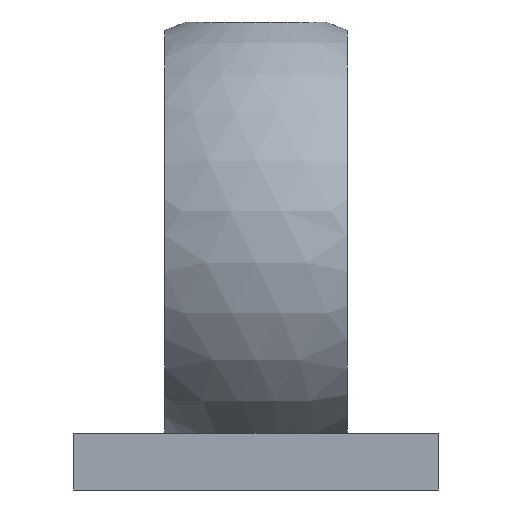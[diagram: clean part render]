
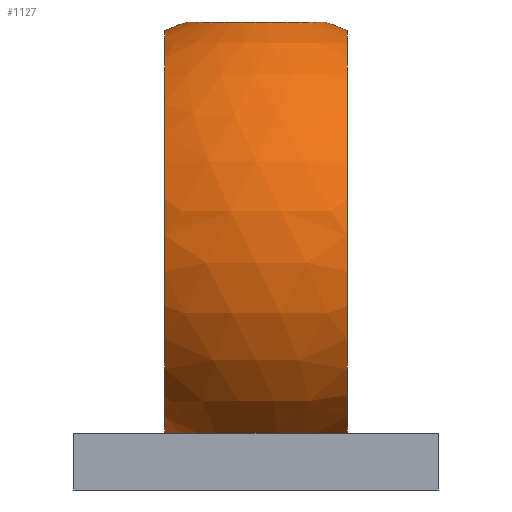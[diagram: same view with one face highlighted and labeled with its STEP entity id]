
A CAD part, left-side view. The second image highlights one B-rep face of the part: STEP entity #1127.
In plain terms, the highlighted spherical face has radius 10 mm.
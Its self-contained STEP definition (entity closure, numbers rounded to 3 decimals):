
#947=CARTESIAN_POINT('POINT59',(11.964,10.58,
   25.539));
#948=VERTEX_POINT('VERTEX59',#947);
#955=CARTESIAN_POINT('POINT60',(11.964,4.58,
   25.539));
#956=VERTEX_POINT('VERTEX60',#955);
#957=CARTESIAN_POINT('POS75',(11.964,7.58,
   25.539));
#958=DIRECTION('DIR120',(0.,0.,
   -1.));
#959=DIRECTION('DIR121',(0.,1.,
   0.));
#960=AXIS2_PLACEMENT_3D('AXIS46',#957,#958,#959);
#961=CIRCLE('ELLIPSE30',#960,3.);
#962=EDGE_CURVE('EDGE92',#956,#948,#961,.T.);
#995=CARTESIAN_POINT('POINT61',(8.536,11.58,
   7.5));
#996=VERTEX_POINT('VERTEX61',#995);
#1005=CARTESIAN_POINT('POINT63',(11.964,11.58,
   25.165));
#1006=VERTEX_POINT('VERTEX63',#1005);
#1007=CARTESIAN_POINT('POS79',(11.964,11.58,16.));
#1008=DIRECTION('DIR126',(0.,-1.,0.));
#1009=DIRECTION('DIR127',(0.,0.,1.));
#1010=AXIS2_PLACEMENT_3D('AXIS48',#1007,#1008,#1009);
#1011=CIRCLE('ELLIPSE31',#1010,9.165);
#1012=EDGE_CURVE('EDGE95',#1006,#996,#1011,.T.);
#1027=CARTESIAN_POINT('POS81',(11.964,7.58,7.5));
#1028=DIRECTION('DIR130',(0.,0.,-1.));
#1029=DIRECTION('DIR131',(0.,1.,0.));
#1030=AXIS2_PLACEMENT_3D('AXIS50',#1027,#1028,#1029);
#1031=CIRCLE('ELLIPSE32',#1030,5.268);
#1034=CARTESIAN_POINT('POINT65',(8.536,3.58,
   7.5));
#1035=VERTEX_POINT('VERTEX65',#1034);
#1042=EDGE_CURVE('EDGE99',#1035,#996,#1031,.T.);
#1059=CARTESIAN_POINT('POINT66',(11.964,3.58,
   25.165));
#1060=VERTEX_POINT('VERTEX66',#1059);
#1061=CARTESIAN_POINT('POS84',(11.964,3.58,16.));
#1062=DIRECTION('DIR135',(0.,1.,0.));
#1063=DIRECTION('DIR136',(0.,0.,-1.));
#1064=AXIS2_PLACEMENT_3D('AXIS52',#1061,#1062,#1063);
#1065=CIRCLE('ELLIPSE33',#1064,9.165);
#1068=EDGE_CURVE('EDGE101',#1035,#1060,#1065,.T.);
#1102=CARTESIAN_POINT('POS86',(11.964,7.58,16.));
#1103=DIRECTION('DIR139',(-1.,0.,0.));
#1104=DIRECTION('DIR140',(0.,0.,-1.));
#1105=AXIS2_PLACEMENT_3D('AXIS54',#1102,#1103,#1104);
#1106=CIRCLE('ELLIPSE34',#1105,10.);
#1107=EDGE_CURVE('EDGE103',#948,#1006,#1106,.T.);
#1108=ORIENTED_EDGE('COEDGE197',*,*,#1107,.T.);
#1109=ORIENTED_EDGE('COEDGE198',*,*,#1012,.T.);
#1110=ORIENTED_EDGE('COEDGE199',*,*,#1042,.F.);
#1111=ORIENTED_EDGE('COEDGE200',*,*,#1068,.T.);
#1112=CARTESIAN_POINT('POS87',(11.964,7.58,16.));
#1113=DIRECTION('DIR141',(-1.,0.,0.));
#1114=DIRECTION('DIR142',(0.,0.,-1.));
#1115=AXIS2_PLACEMENT_3D('AXIS55',#1112,#1113,#1114);
#1116=CIRCLE('ELLIPSE35',#1115,10.);
#1117=EDGE_CURVE('EDGE104',#1060,#956,#1116,.T.);
#1118=ORIENTED_EDGE('COEDGE201',*,*,#1117,.T.);
#1119=ORIENTED_EDGE('COEDGE202',*,*,#962,.T.);
#1120=EDGE_LOOP('NONE',(#1108,#1109,#1110,#1111,#1118,#1119));
#1121=FACE_BOUND('LOOP1',#1120,.T.);
#1122=CARTESIAN_POINT('POS88',(11.964,7.58,16.));
#1123=DIRECTION('DIR143',(0.,0.,1.));
#1124=DIRECTION('DIR144',(1.,0.,0.));
#1125=AXIS2_PLACEMENT_3D('AXIS56',#1122,#1123,#1124);
#1126=SPHERICAL_SURFACE('SPHERE_SURF2',#1125,10.);
#1127=ADVANCED_FACE('FACE39',(#1121),#1126,.T.);
